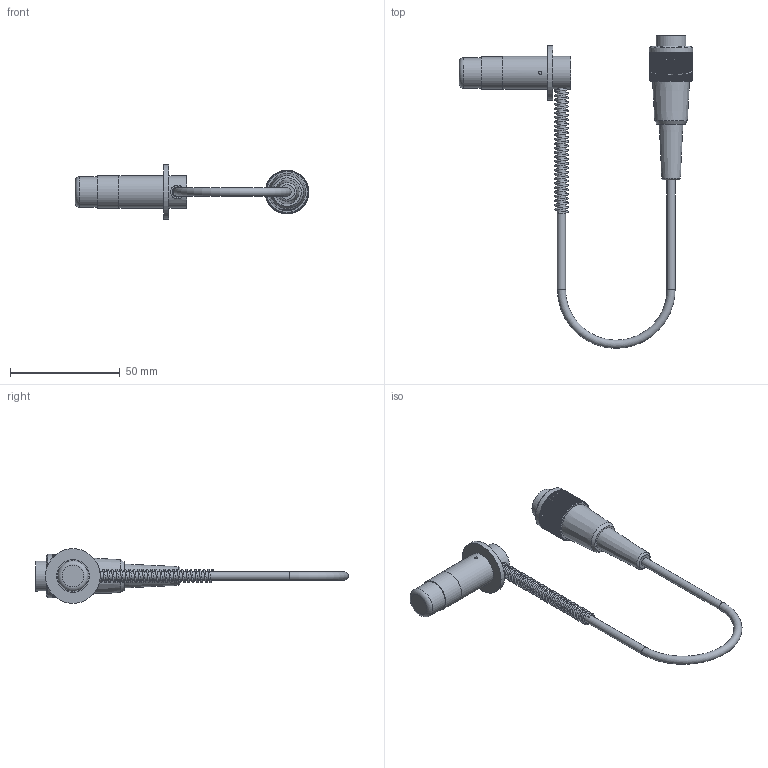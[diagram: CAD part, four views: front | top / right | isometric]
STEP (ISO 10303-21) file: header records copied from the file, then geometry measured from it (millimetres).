
FILE_DESCRIPTION(/* description */ (''),/* implementation_level */ '2;1');
FILE_NAME(/* name */ '1610 9914_XS2T-14_51L10.stp',/* time_stamp */ '2024-05-18T17:36:44+02:00',/* author */ ('kuttig'),/* organization */ (''),/* preprocessor_version */ 'ST-DEVELOPER v16.13',/* originating_system */ 'Autodesk Inventor 2018',/* authorisation */ '');
FILE_SCHEMA (('AUTOMOTIVE_DESIGN { 1 0 10303 214 3 1 1 }'));
Length unit declared in the file: millimetre
Products named in the file (1): 1610 9914_XS2T-14_51L10_Shrinkwrap_1
Bounding box: 106.65 x 142.63 x 25 mm (x, y, z)
Volume: 18400.3 mm3; surface area: 15623.9 mm2
Topology: 6 solids, 6 shells, 392 faces, 1068 edges, 700 vertices
Faces by surface type: plane 321, cylinder 39, cone 14, torus 7, bspline 7, sphere 4
Full cylindrical faces by diameter (mm): 1 x1, 1.49 x3, 1.5 x2, 3.7 x3, 4.917 x1, 6.3 x1, 7 x1, 9 x1, 10.2 x1, 11.5 x1, 12.9 x1, 13 x1, 13.6 x1, 13.9 x2, 14.9 x1, 15 x2, 17.1 x1, 19.9 x1, 25 x1
Entity records: 16764 total; most frequent: CARTESIAN_POINT 6461, DIRECTION 2102, ORIENTED_EDGE 1988, EDGE_CURVE 994, AXIS2_PLACEMENT_3D 743, VERTEX_POINT 677, LINE 616, VECTOR 616
